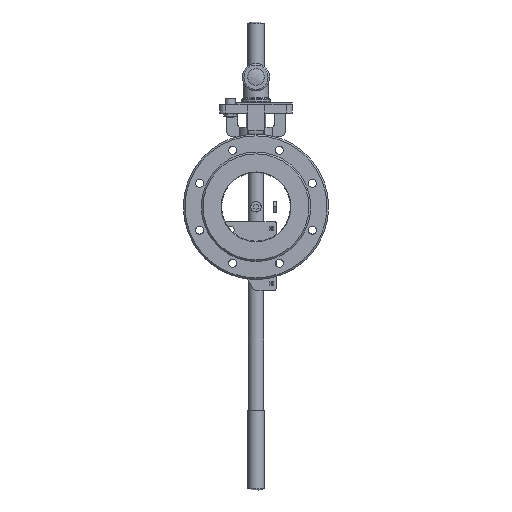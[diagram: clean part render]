
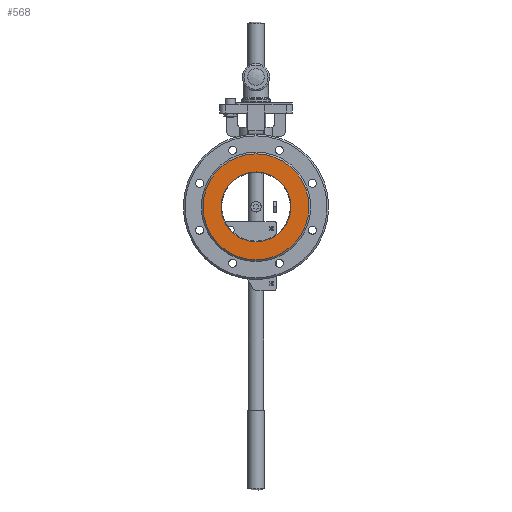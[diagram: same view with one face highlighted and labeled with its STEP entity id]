
A CAD part, front view. The second image highlights one B-rep face of the part: STEP entity #568.
In plain terms, the highlighted planar face has unit normal (0, -1, 0).
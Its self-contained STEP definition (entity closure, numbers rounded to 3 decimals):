
#568 = ADVANCED_FACE( '', ( #1303, #1304 ), #1305, .F. );
#1303 = FACE_BOUND( '', #3114, .T. );
#1304 = FACE_OUTER_BOUND( '', #3115, .T. );
#1305 = PLANE( '', #3116 );
#3114 = EDGE_LOOP( '', ( #8100 ) );
#3115 = EDGE_LOOP( '', ( #8101 ) );
#3116 = AXIS2_PLACEMENT_3D( '', #8102, #8103, #8104 );
#8100 = ORIENTED_EDGE( '', *, *, #9625, .T. );
#8101 = ORIENTED_EDGE( '', *, *, #9239, .T. );
#8102 = CARTESIAN_POINT( '', ( 0., 0., 0. ) );
#8103 = DIRECTION( '', ( 0., 1., 0. ) );
#8104 = DIRECTION( '', ( 0., 0., 1. ) );
#9239 = EDGE_CURVE( '', #10090, #10090, #10091, .F. );
#9625 = EDGE_CURVE( '', #10696, #10696, #10697, .T. );
#10090 = VERTEX_POINT( '', #11765 );
#10091 = CIRCLE( '', #11766, 91. );
#10696 = VERTEX_POINT( '', #14070 );
#10697 = CIRCLE( '', #14071, 60. );
#11765 = CARTESIAN_POINT( '', ( 0., 0., 91. ) );
#11766 = AXIS2_PLACEMENT_3D( '', #15415, #15416, #15417 );
#14070 = CARTESIAN_POINT( '', ( 0., 0., 60. ) );
#14071 = AXIS2_PLACEMENT_3D( '', #15827, #15828, #15829 );
#15415 = CARTESIAN_POINT( '', ( 0., 0., 0. ) );
#15416 = DIRECTION( '', ( 0., 1., 0. ) );
#15417 = DIRECTION( '', ( 0., 0., 1. ) );
#15827 = CARTESIAN_POINT( '', ( 0., 0., 0. ) );
#15828 = DIRECTION( '', ( 0., 1., 0. ) );
#15829 = DIRECTION( '', ( 0., 0., 1. ) );
